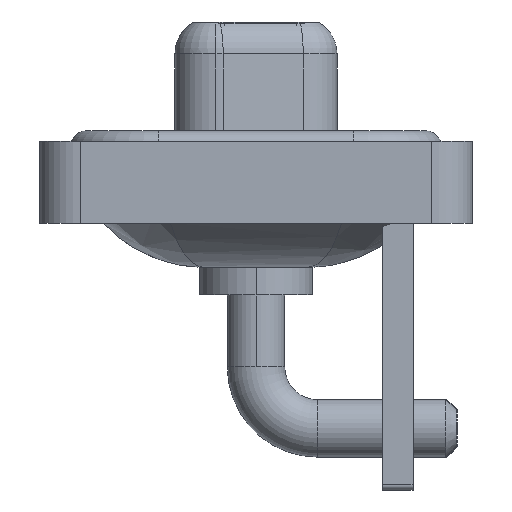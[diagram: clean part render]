
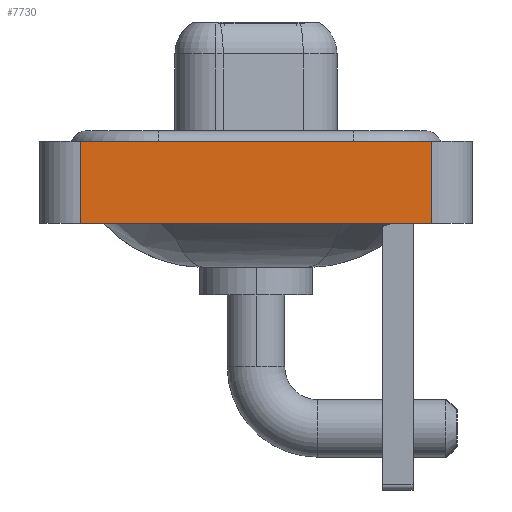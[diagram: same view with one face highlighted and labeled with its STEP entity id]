
A CAD part, left-side view. The second image highlights one B-rep face of the part: STEP entity #7730.
In plain terms, the highlighted planar face has unit normal (-1, 0, 0).
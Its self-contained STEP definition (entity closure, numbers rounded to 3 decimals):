
#892 = VERTEX_POINT ( 'NONE', #7417 ) ;
#1319 = DIRECTION ( 'NONE',  ( 0., 0., 1. ) ) ;
#1489 = CARTESIAN_POINT ( 'NONE',  ( -7.25, -8.55, 0.4 ) ) ;
#2279 = CARTESIAN_POINT ( 'NONE',  ( -7.25, -8.55, -3.6 ) ) ;
#2331 = VECTOR ( 'NONE', #4275, 1000. ) ;
#2665 = CARTESIAN_POINT ( 'NONE',  ( -7.25, -8.55, -3.6 ) ) ;
#2897 = ORIENTED_EDGE ( 'NONE', *, *, #4172, .T. ) ;
#2987 = DIRECTION ( 'NONE',  ( 0., 0., 1. ) ) ;
#3707 = VERTEX_POINT ( 'NONE', #2665 ) ;
#3801 = EDGE_CURVE ( 'NONE', #16651, #16850, #15060, .T. ) ;
#4172 = EDGE_CURVE ( 'NONE', #3707, #16850, #7885, .T. ) ;
#4275 = DIRECTION ( 'NONE',  ( 0., -1., 0. ) ) ;
#4374 = ORIENTED_EDGE ( 'NONE', *, *, #17270, .T. ) ;
#4983 = PLANE ( 'NONE',  #9732 ) ;
#6031 = ORIENTED_EDGE ( 'NONE', *, *, #3801, .F. ) ;
#6237 = FACE_OUTER_BOUND ( 'NONE', #10199, .T. ) ;
#7028 = EDGE_CURVE ( 'NONE', #892, #16651, #14995, .T. ) ;
#7417 = CARTESIAN_POINT ( 'NONE',  ( -7.25, 8.55, -3.6 ) ) ;
#7467 = VECTOR ( 'NONE', #2987, 1000. ) ;
#7730 = ADVANCED_FACE ( 'NONE', ( #6237 ), #4983, .T. ) ;
#7862 = DIRECTION ( 'NONE',  ( 0., -1., 0. ) ) ;
#7885 = LINE ( 'NONE', #17752, #7467 ) ;
#8253 = CARTESIAN_POINT ( 'NONE',  ( -7.25, 8.55, -3.6 ) ) ;
#8970 = ORIENTED_EDGE ( 'NONE', *, *, #7028, .F. ) ;
#9155 = VECTOR ( 'NONE', #7862, 1000. ) ;
#9213 = CARTESIAN_POINT ( 'NONE',  ( -7.25, -8.55, -3.6 ) ) ;
#9732 = AXIS2_PLACEMENT_3D ( 'NONE', #2279, #11738, #11648 ) ;
#10199 = EDGE_LOOP ( 'NONE', ( #2897, #6031, #8970, #4374 ) ) ;
#10346 = CARTESIAN_POINT ( 'NONE',  ( -7.25, -8.55, 0.4 ) ) ;
#11648 = DIRECTION ( 'NONE',  ( 0., 0., 1. ) ) ;
#11738 = DIRECTION ( 'NONE',  ( -1., 0., 0. ) ) ;
#13595 = VECTOR ( 'NONE', #1319, 1000. ) ;
#13742 = CARTESIAN_POINT ( 'NONE',  ( -7.25, 8.55, 0.4 ) ) ;
#14995 = LINE ( 'NONE', #8253, #13595 ) ;
#15060 = LINE ( 'NONE', #1489, #2331 ) ;
#15945 = LINE ( 'NONE', #9213, #9155 ) ;
#16651 = VERTEX_POINT ( 'NONE', #13742 ) ;
#16850 = VERTEX_POINT ( 'NONE', #10346 ) ;
#17270 = EDGE_CURVE ( 'NONE', #892, #3707, #15945, .T. ) ;
#17752 = CARTESIAN_POINT ( 'NONE',  ( -7.25, -8.55, -3.6 ) ) ;
